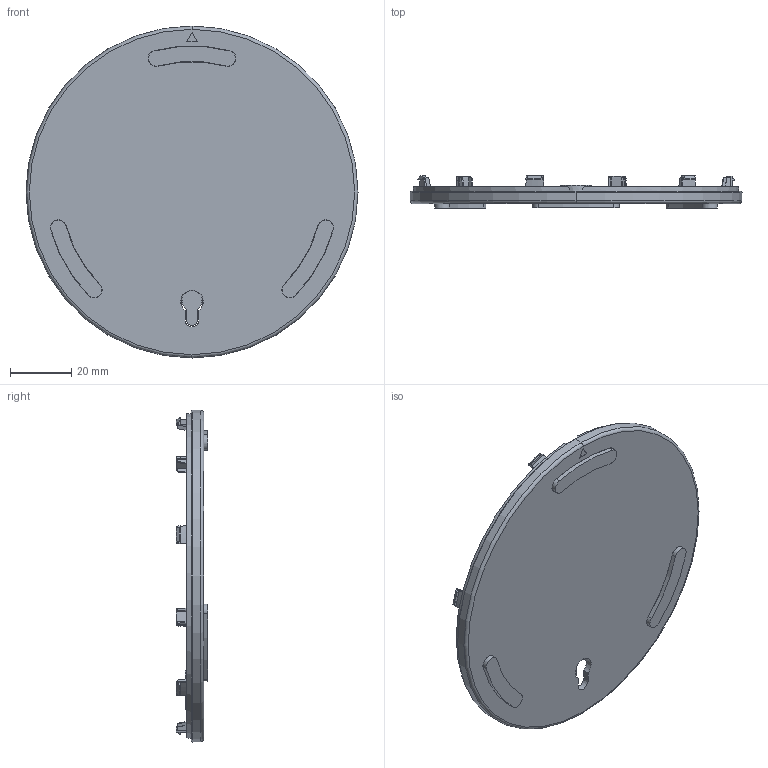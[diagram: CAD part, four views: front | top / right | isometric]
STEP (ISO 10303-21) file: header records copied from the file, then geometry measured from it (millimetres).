
FILE_DESCRIPTION((''),'2;1');
FILE_NAME('1-DOWN','2025-09-28T17:38:28',('seeed'),(''),'CREO PARAMETRIC BY PTC INC, 2021284','CREO PARAMETRIC BY PTC INC, 2021284','');
FILE_SCHEMA(('CONFIG_CONTROL_DESIGN'));
Length unit declared in the file: millimetre
Products named in the file (1): 1-DOWN
Bounding box: 108 x 10.4 x 108 mm (x, y, z)
Volume: 21635 mm3; surface area: 25466.4 mm2
Topology: 4 solids, 4 shells, 379 faces, 1015 edges, 672 vertices
Faces by surface type: plane 213, cone 114, cylinder 50, torus 2
Entity records: 12317 total; most frequent: CARTESIAN_POINT 3014, ORIENTED_EDGE 2030, DIRECTION 1847, EDGE_CURVE 1015, AXIS2_PLACEMENT_3D 751, VERTEX_POINT 672, EDGE_LOOP 409, FACE_OUTER_BOUND 379
